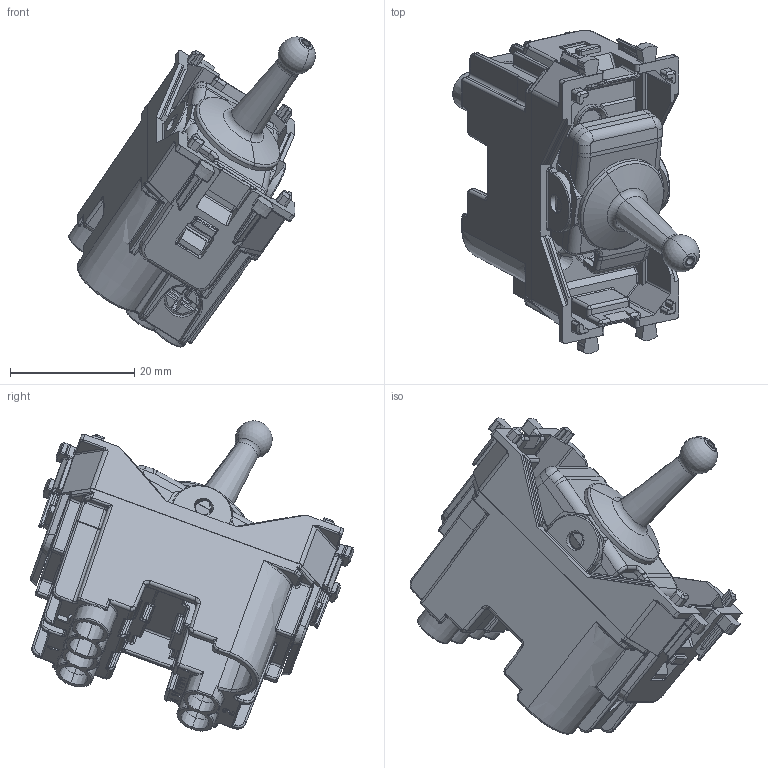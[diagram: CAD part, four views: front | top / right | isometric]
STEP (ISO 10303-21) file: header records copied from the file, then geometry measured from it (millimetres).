
FILE_DESCRIPTION(('CATIA V5 STEP Exchange'),'2;1');
FILE_NAME('444002OT.stp','2025-03-06T11:05:48+00:00',('none'),('none'),'CATIA Version 5-6 Release 2016 SP6','CATIA V5 STEP AP203','none');
FILE_SCHEMA(('CONFIG_CONTROL_DESIGN'));
Products named in the file (1): STP
Assembly tree (15 placements, depth 2):
  STP
    #57
    #55057
    #57627  x2
    #59103  x3
    #61016  x3
    #61908
    #65825
    #66697
    #114322
    #130636
Bounding box: 39.7 x 52.04 x 49.93 mm (x, y, z)
Volume: 12077 mm3; surface area: 20706.5 mm2
Topology: 20 solids, 20 shells, 3630 faces, 9440 edges, 5641 vertices
Faces by surface type: plane 1326, cylinder 1268, bspline 519, cone 185, sphere 182, torus 132, extrusion 16, revolution 2
Entity records: 131242 total; most frequent: CARTESIAN_POINT 59862, ORIENTED_EDGE 17264, DIRECTION 10233, EDGE_CURVE 8632, VERTEX_POINT 5264, VECTOR 4030, LINE 4014, AXIS2_PLACEMENT_3D 3784
